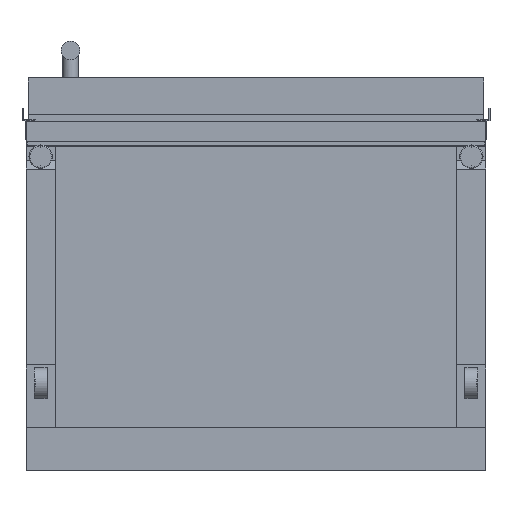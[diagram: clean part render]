
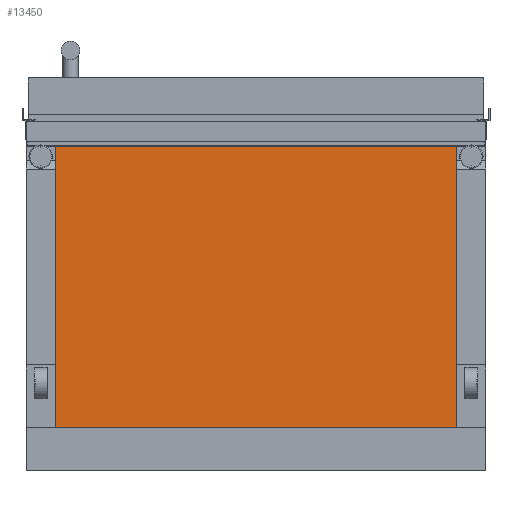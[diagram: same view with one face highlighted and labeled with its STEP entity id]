
A CAD part, front view. The second image highlights one B-rep face of the part: STEP entity #13450.
In plain terms, the highlighted planar face has unit normal (0, -1, 0).
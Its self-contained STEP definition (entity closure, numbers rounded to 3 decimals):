
#79 = DIRECTION ( 'NONE',  ( 0., 0., 1. ) ) ;
#146 = EDGE_CURVE ( 'NONE', #14601, #15374, #7475, .T. ) ;
#449 = CARTESIAN_POINT ( 'NONE',  ( 321., -928.35, 240. ) ) ;
#686 = VERTEX_POINT ( 'NONE', #9905 ) ;
#726 = CARTESIAN_POINT ( 'NONE',  ( -368., -928.35, -210.4 ) ) ;
#936 = CARTESIAN_POINT ( 'NONE',  ( -321., -928.35, 240. ) ) ;
#1135 = EDGE_CURVE ( 'NONE', #12750, #15374, #3463, .T. ) ;
#2996 = CARTESIAN_POINT ( 'NONE',  ( -321., -928.35, -280. ) ) ;
#3463 = LINE ( 'NONE', #2996, #7526 ) ;
#4148 = AXIS2_PLACEMENT_3D ( 'NONE', #15782, #6873, #7051 ) ;
#4745 = ORIENTED_EDGE ( 'NONE', *, *, #14250, .F. ) ;
#5514 = CARTESIAN_POINT ( 'NONE',  ( -321., -928.35, -210.4 ) ) ;
#5905 = ORIENTED_EDGE ( 'NONE', *, *, #1135, .F. ) ;
#6873 = DIRECTION ( 'NONE',  ( 0., 1., 0. ) ) ;
#7051 = DIRECTION ( 'NONE',  ( 0., 0., 1. ) ) ;
#7475 = LINE ( 'NONE', #11596, #11090 ) ;
#7526 = VECTOR ( 'NONE', #79, 1000. ) ;
#7546 = ORIENTED_EDGE ( 'NONE', *, *, #146, .T. ) ;
#7958 = DIRECTION ( 'NONE',  ( -1., 0., 0. ) ) ;
#9247 = LINE ( 'NONE', #10190, #9689 ) ;
#9689 = VECTOR ( 'NONE', #11664, 1000. ) ;
#9905 = CARTESIAN_POINT ( 'NONE',  ( 321., -928.35, -210.4 ) ) ;
#10190 = CARTESIAN_POINT ( 'NONE',  ( 321., -928.35, -280. ) ) ;
#10402 = FACE_OUTER_BOUND ( 'NONE', #12206, .T. ) ;
#11090 = VECTOR ( 'NONE', #14801, 1000. ) ;
#11484 = LINE ( 'NONE', #726, #14713 ) ;
#11596 = CARTESIAN_POINT ( 'NONE',  ( -321., -928.35, 240. ) ) ;
#11664 = DIRECTION ( 'NONE',  ( 0., 0., 1. ) ) ;
#12206 = EDGE_LOOP ( 'NONE', ( #16531, #7546, #5905, #4745 ) ) ;
#12750 = VERTEX_POINT ( 'NONE', #5514 ) ;
#13450 = ADVANCED_FACE ( 'NONE', ( #10402 ), #18639, .F. ) ;
#14111 = EDGE_CURVE ( 'NONE', #686, #14601, #9247, .T. ) ;
#14250 = EDGE_CURVE ( 'NONE', #686, #12750, #11484, .T. ) ;
#14601 = VERTEX_POINT ( 'NONE', #449 ) ;
#14713 = VECTOR ( 'NONE', #7958, 1000. ) ;
#14801 = DIRECTION ( 'NONE',  ( -1., 0., 0. ) ) ;
#15374 = VERTEX_POINT ( 'NONE', #936 ) ;
#15782 = CARTESIAN_POINT ( 'NONE',  ( -321., -928.35, -280. ) ) ;
#16531 = ORIENTED_EDGE ( 'NONE', *, *, #14111, .T. ) ;
#18639 = PLANE ( 'NONE',  #4148 ) ;
